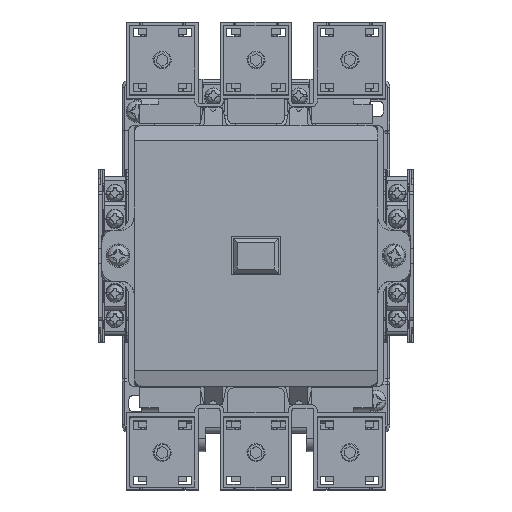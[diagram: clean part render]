
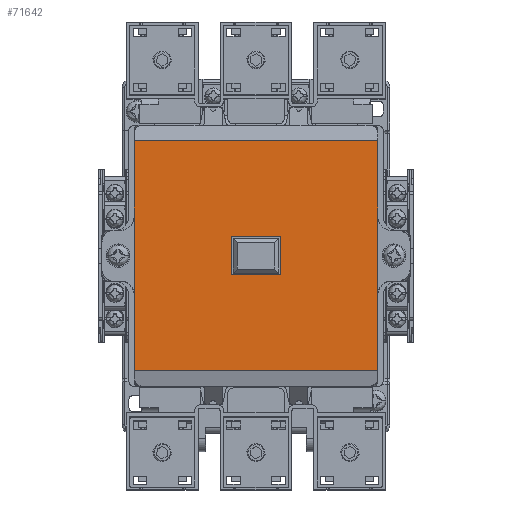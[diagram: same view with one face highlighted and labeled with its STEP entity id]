
A CAD part, top view. The second image highlights one B-rep face of the part: STEP entity #71642.
In plain terms, the highlighted planar face has unit normal (0, 0, 1).
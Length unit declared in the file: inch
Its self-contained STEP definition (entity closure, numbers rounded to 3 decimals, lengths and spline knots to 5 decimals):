
#1861 = CARTESIAN_POINT ( 'NONE',  ( -0.36024, 0.28051, 5.49213 ) ) ;
#2208 = DIRECTION ( 'NONE',  ( 1., 0., 0. ) ) ;
#3578 = CARTESIAN_POINT ( 'NONE',  ( 0.36024, -0.28051, 5.49213 ) ) ;
#3852 = CARTESIAN_POINT ( 'NONE',  ( -1.79134, 1.68898, 5.49213 ) ) ;
#5978 = VERTEX_POINT ( 'NONE', #3852 ) ;
#6049 = LINE ( 'NONE', #199028, #55640 ) ;
#9261 = VERTEX_POINT ( 'NONE', #3578 ) ;
#19706 = CARTESIAN_POINT ( 'NONE',  ( -0.36024, -0.28051, 5.49213 ) ) ;
#25356 = FACE_BOUND ( 'NONE', #50901, .T. ) ;
#30310 = LINE ( 'NONE', #274698, #248878 ) ;
#31934 = VECTOR ( 'NONE', #187780, 39.37008 ) ;
#33039 = VERTEX_POINT ( 'NONE', #19706 ) ;
#37627 = DIRECTION ( 'NONE',  ( 1., 0., 0. ) ) ;
#44240 = DIRECTION ( 'NONE',  ( -1., 0., 0. ) ) ;
#44785 = CARTESIAN_POINT ( 'NONE',  ( -1.79134, 1.79134, 5.49213 ) ) ;
#46179 = VECTOR ( 'NONE', #96525, 39.37008 ) ;
#47710 = VERTEX_POINT ( 'NONE', #268106 ) ;
#50901 = EDGE_LOOP ( 'NONE', ( #113636, #244611, #95684, #254324 ) ) ;
#55640 = VECTOR ( 'NONE', #134137, 39.37008 ) ;
#61746 = VECTOR ( 'NONE', #233563, 39.37008 ) ;
#71642 = ADVANCED_FACE ( 'NONE', ( #88252, #25356 ), #149254, .T. ) ;
#72258 = AXIS2_PLACEMENT_3D ( 'NONE', #255764, #128899, #2208 ) ;
#82147 = CARTESIAN_POINT ( 'NONE',  ( -0.36024, 1.79134, 5.49213 ) ) ;
#85381 = CARTESIAN_POINT ( 'NONE',  ( 1.79134, 1.79134, 5.49213 ) ) ;
#88252 = FACE_OUTER_BOUND ( 'NONE', #240033, .T. ) ;
#92273 = EDGE_CURVE ( 'NONE', #132126, #47710, #201590, .T. ) ;
#95684 = ORIENTED_EDGE ( 'NONE', *, *, #109148, .T. ) ;
#96085 = EDGE_CURVE ( 'NONE', #128716, #244311, #237310, .T. ) ;
#96525 = DIRECTION ( 'NONE',  ( 0., -1., 0. ) ) ;
#108325 = EDGE_CURVE ( 'NONE', #47710, #9261, #271356, .T. ) ;
#109148 = EDGE_CURVE ( 'NONE', #33039, #132126, #144470, .T. ) ;
#113636 = ORIENTED_EDGE ( 'NONE', *, *, #108325, .T. ) ;
#115575 = CARTESIAN_POINT ( 'NONE',  ( -1.79134, -1.68898, 5.49213 ) ) ;
#124005 = VECTOR ( 'NONE', #170035, 39.37008 ) ;
#127512 = CARTESIAN_POINT ( 'NONE',  ( 1.66535, 1.68898, 5.49213 ) ) ;
#128716 = VERTEX_POINT ( 'NONE', #255483 ) ;
#128899 = DIRECTION ( 'NONE',  ( 0., 0., 1. ) ) ;
#132126 = VERTEX_POINT ( 'NONE', #1861 ) ;
#134137 = DIRECTION ( 'NONE',  ( 1., 0., 0. ) ) ;
#143518 = EDGE_CURVE ( 'NONE', #222970, #128716, #6049, .T. ) ;
#144169 = ORIENTED_EDGE ( 'NONE', *, *, #143518, .T. ) ;
#144470 = LINE ( 'NONE', #82147, #31934 ) ;
#145179 = VECTOR ( 'NONE', #37627, 39.37008 ) ;
#147295 = ORIENTED_EDGE ( 'NONE', *, *, #254967, .T. ) ;
#149254 = PLANE ( 'NONE',  #72258 ) ;
#159067 = ORIENTED_EDGE ( 'NONE', *, *, #96085, .T. ) ;
#169491 = CARTESIAN_POINT ( 'NONE',  ( 1.79134, 1.68898, 5.49213 ) ) ;
#170035 = DIRECTION ( 'NONE',  ( -1., 0., 0. ) ) ;
#171513 = DIRECTION ( 'NONE',  ( 0., -1., 0. ) ) ;
#178827 = EDGE_CURVE ( 'NONE', #9261, #33039, #30310, .T. ) ;
#187780 = DIRECTION ( 'NONE',  ( 0., 1., 0. ) ) ;
#199028 = CARTESIAN_POINT ( 'NONE',  ( 1.66535, -1.68898, 5.49213 ) ) ;
#201206 = CARTESIAN_POINT ( 'NONE',  ( 0.36024, 1.79134, 5.49213 ) ) ;
#201590 = LINE ( 'NONE', #227367, #145179 ) ;
#211615 = LINE ( 'NONE', #44785, #267891 ) ;
#222970 = VERTEX_POINT ( 'NONE', #115575 ) ;
#227367 = CARTESIAN_POINT ( 'NONE',  ( 1.66535, 0.28051, 5.49213 ) ) ;
#233563 = DIRECTION ( 'NONE',  ( 0., 1., 0. ) ) ;
#236638 = LINE ( 'NONE', #127512, #124005 ) ;
#237310 = LINE ( 'NONE', #85381, #61746 ) ;
#240033 = EDGE_LOOP ( 'NONE', ( #147295, #248014, #144169, #159067 ) ) ;
#244311 = VERTEX_POINT ( 'NONE', #169491 ) ;
#244611 = ORIENTED_EDGE ( 'NONE', *, *, #178827, .T. ) ;
#248014 = ORIENTED_EDGE ( 'NONE', *, *, #268671, .T. ) ;
#248878 = VECTOR ( 'NONE', #44240, 39.37008 ) ;
#254324 = ORIENTED_EDGE ( 'NONE', *, *, #92273, .T. ) ;
#254967 = EDGE_CURVE ( 'NONE', #244311, #5978, #236638, .T. ) ;
#255483 = CARTESIAN_POINT ( 'NONE',  ( 1.79134, -1.68898, 5.49213 ) ) ;
#255764 = CARTESIAN_POINT ( 'NONE',  ( 1.66535, 1.79134, 5.49213 ) ) ;
#267891 = VECTOR ( 'NONE', #171513, 39.37008 ) ;
#268106 = CARTESIAN_POINT ( 'NONE',  ( 0.36024, 0.28051, 5.49213 ) ) ;
#268671 = EDGE_CURVE ( 'NONE', #5978, #222970, #211615, .T. ) ;
#271356 = LINE ( 'NONE', #201206, #46179 ) ;
#274698 = CARTESIAN_POINT ( 'NONE',  ( 1.66535, -0.28051, 5.49213 ) ) ;
